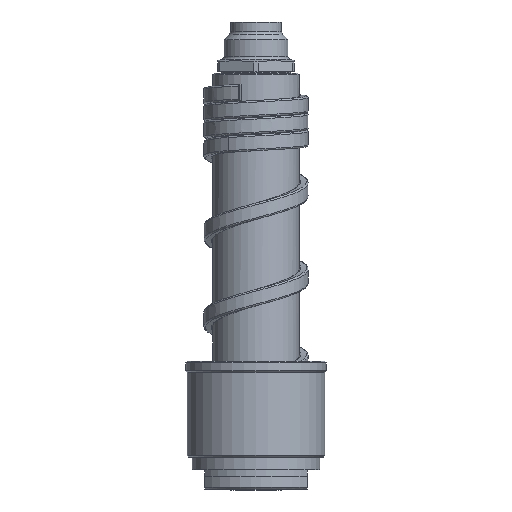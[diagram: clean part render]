
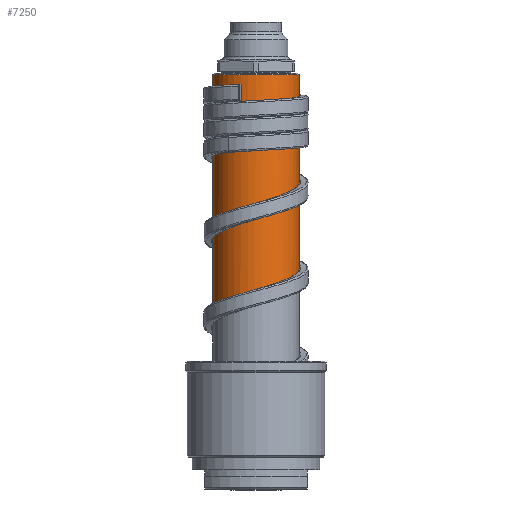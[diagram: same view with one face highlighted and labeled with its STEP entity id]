
A CAD part, front view. The second image highlights one B-rep face of the part: STEP entity #7250.
In plain terms, the highlighted cylindrical face has radius 13.5 mm (diameter 27 mm), a partial arc.
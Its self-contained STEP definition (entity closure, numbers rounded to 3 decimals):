
#286=CARTESIAN_POINT('',(-13.5,0.,55.139));
#287=CARTESIAN_POINT('',(-13.5,-0.884,
55.421));
#288=CARTESIAN_POINT('',(-13.326,-2.651,55.983));
#289=CARTESIAN_POINT('',(-12.553,-5.2,56.827));
#290=CARTESIAN_POINT('',(-11.297,-7.549,57.671));
#291=CARTESIAN_POINT('',(-9.607,-9.607,58.514));
#292=CARTESIAN_POINT('',(-7.549,-11.297,59.358));
#293=CARTESIAN_POINT('',(-5.2,-12.553,60.202));
#294=CARTESIAN_POINT('',(-2.651,-13.326,61.046));
#295=CARTESIAN_POINT('',(0.,-13.587,
61.889));
#296=CARTESIAN_POINT('',(2.651,-13.326,62.733));
#297=CARTESIAN_POINT('',(5.2,-12.553,63.577));
#298=CARTESIAN_POINT('',(7.549,-11.297,64.421));
#299=CARTESIAN_POINT('',(9.607,-9.607,65.264));
#300=CARTESIAN_POINT('',(11.297,-7.549,66.108));
#301=CARTESIAN_POINT('',(12.553,-5.2,66.952));
#302=CARTESIAN_POINT('',(13.326,-2.651,67.796));
#303=CARTESIAN_POINT('',(13.5,-0.884,68.358));
#304=CARTESIAN_POINT('',(13.5,0.,68.639));
#306=DIRECTION('',(0.,0.,-1.));
#307=VECTOR('',#306,74.361);
#308=CARTESIAN_POINT('',(-13.5,0.,
129.5));
#309=LINE('',#308,#307);
#310=DIRECTION('',(0.,0.,-1.));
#311=VECTOR('',#310,60.861);
#312=CARTESIAN_POINT('',(13.5,0.,
129.5));
#313=LINE('',#312,#311);
#614=CARTESIAN_POINT('',(-13.5,0.,55.139));
#631=CARTESIAN_POINT('',(13.5,0.,68.639));
#6076=CARTESIAN_POINT('',(0.,0.,129.5));
#6077=DIRECTION('',(0.,0.,-1.));
#6078=DIRECTION('',(1.,0.,0.));
#6079=AXIS2_PLACEMENT_3D('',#6076,#6077,#6078);
#6429=CARTESIAN_POINT('',(13.5,0.,129.5));
#6430=CARTESIAN_POINT('',(-13.5,0.,129.5));
#6431=VERTEX_POINT('',#6429);
#6432=VERTEX_POINT('',#6430);
#7030=VERTEX_POINT('',#614);
#7031=VERTEX_POINT('',#631);
#7235=CARTESIAN_POINT('',(0.,0.,-6.5));
#7236=DIRECTION('',(0.,0.,1.));
#7237=DIRECTION('',(-1.,0.,0.));
#7238=AXIS2_PLACEMENT_3D('',#7235,#7236,#7237);
#7239=CYLINDRICAL_SURFACE('',#7238,13.5);
#7241=ORIENTED_EDGE('',*,*,#7240,.F.);
#7243=ORIENTED_EDGE('',*,*,#7242,.F.);
#7245=ORIENTED_EDGE('',*,*,#7244,.F.);
#7247=ORIENTED_EDGE('',*,*,#7246,.T.);
#7248=EDGE_LOOP('',(#7241,#7243,#7245,#7247));
#7249=FACE_OUTER_BOUND('',#7248,.F.);
#305=B_SPLINE_CURVE_WITH_KNOTS('',3,(#286,#287,#288,#289,#290,#291,#292,#293,
#294,#295,#296,#297,#298,#299,#300,#301,#302,#303,#304),.UNSPECIFIED.,.F.,.F.,
(4,1,1,1,1,1,1,1,1,1,1,1,1,1,1,1,4),(0.,0.063,0.125,0.188,0.25,
0.313,0.375,0.438,0.5,0.563,0.625,0.688,0.75,0.813,
0.875,0.938,1.),.UNSPECIFIED.);
#6080=CIRCLE('',#6079,13.5);
#7240=EDGE_CURVE('',#7030,#7031,#305,.T.);
#7242=EDGE_CURVE('',#6432,#7030,#309,.T.);
#7244=EDGE_CURVE('',#6431,#6432,#6080,.T.);
#7246=EDGE_CURVE('',#6431,#7031,#313,.T.);
#7250=ADVANCED_FACE('',(#7249),#7239,.T.);
